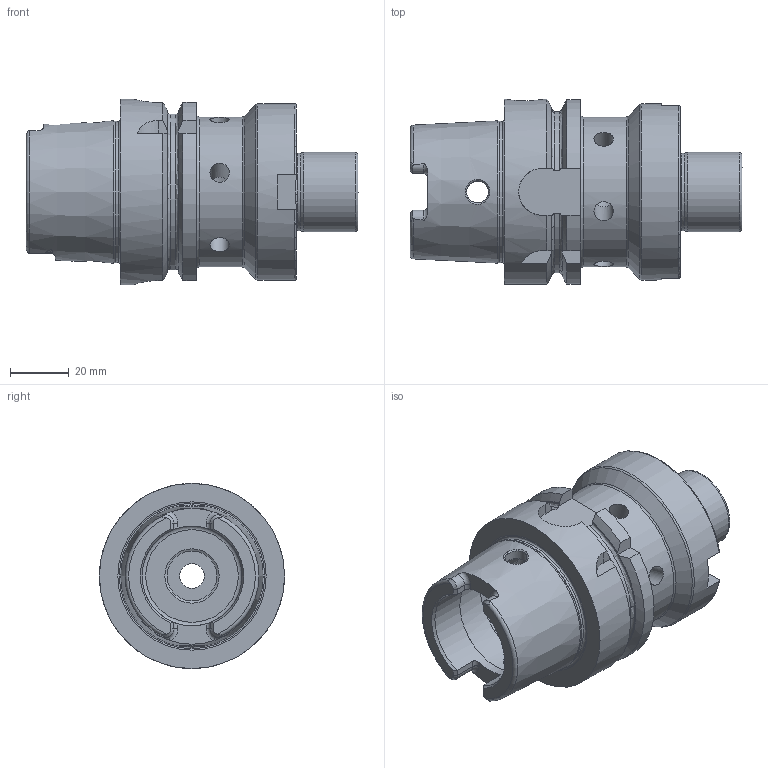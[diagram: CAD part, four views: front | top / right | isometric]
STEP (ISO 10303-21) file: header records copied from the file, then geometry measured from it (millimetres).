
FILE_DESCRIPTION((''),'2;1');
FILE_NAME('606305-23.stp','2014-01-09T09:22:29',('SCHUESSLER'),(''),'Autodesk Inventor 2012','Autodesk Inventor 2012','');
FILE_SCHEMA(('AUTOMOTIVE_DESIGN { 1 0 10303 214 1 1 1 1 }'));
Length unit declared in the file: millimetre
Products named in the file (1): 606305-23
Bounding box: 113 x 63 x 63 mm (x, y, z)
Volume: 163375 mm3; surface area: 36731.1 mm2
Topology: 1 solids, 1 shells, 175 faces, 475 edges, 299 vertices
Faces by surface type: plane 53, cylinder 52, cone 39, torus 25, bspline 6
Full cylindrical faces by diameter (mm): 3 x4, 3.242 x2, 6.647 x6, 7.5 x2, 8.4 x1, 10 x1, 10.2 x1, 13 x1, 17 x1, 18.5 x1, 26.4 x1, 27 x1, 34 x2, 40 x1, 48.021 x1, 51 x1, 60 x1, 63 x1
Entity records: 6107 total; most frequent: CARTESIAN_POINT 2281, DIRECTION 760, ORIENTED_EDGE 758, EDGE_CURVE 379, AXIS2_PLACEMENT_3D 325, VERTEX_POINT 269, EDGE_LOOP 244, FACE_OUTER_BOUND 175
